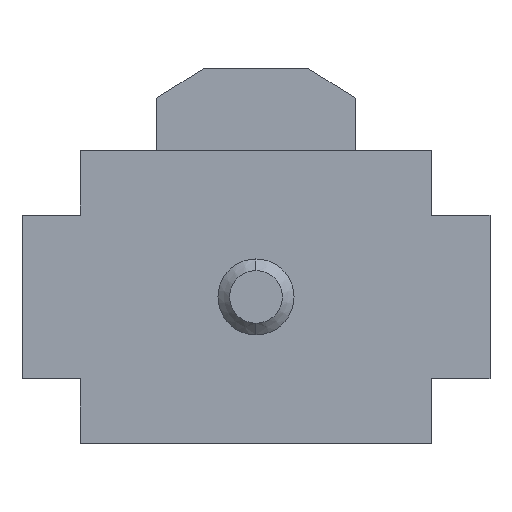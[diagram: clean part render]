
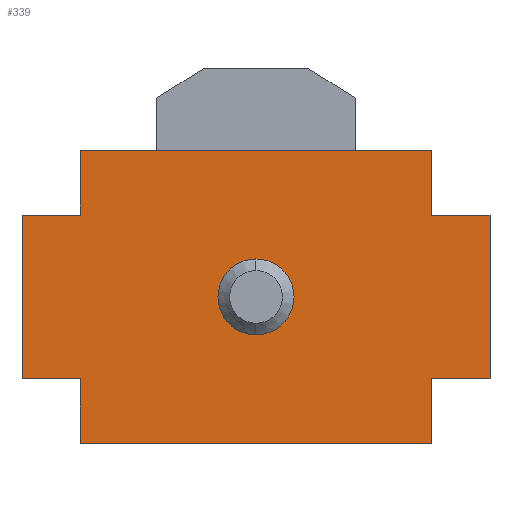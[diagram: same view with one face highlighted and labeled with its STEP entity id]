
A CAD part, front view. The second image highlights one B-rep face of the part: STEP entity #339.
In plain terms, the highlighted planar face has unit normal (0, -1, 0).
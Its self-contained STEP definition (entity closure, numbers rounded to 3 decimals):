
#4 = CARTESIAN_POINT ( 'NONE',  ( 1.5, 0., -0.7 ) ) ;
#17 = EDGE_CURVE ( 'NONE', #94, #544, #150, .T. ) ;
#21 = ORIENTED_EDGE ( 'NONE', *, *, #298, .F. ) ;
#29 = EDGE_CURVE ( 'NONE', #129, #844, #479, .T. ) ;
#37 = CARTESIAN_POINT ( 'NONE',  ( 1.5, 0., -1.25 ) ) ;
#44 = CARTESIAN_POINT ( 'NONE',  ( 1.5, 0., 1.25 ) ) ;
#60 = VERTEX_POINT ( 'NONE', #451 ) ;
#76 = ORIENTED_EDGE ( 'NONE', *, *, #619, .T. ) ;
#79 = VECTOR ( 'NONE', #82, 1000. ) ;
#82 = DIRECTION ( 'NONE',  ( 0., 0., 1. ) ) ;
#90 = VERTEX_POINT ( 'NONE', #254 ) ;
#94 = VERTEX_POINT ( 'NONE', #398 ) ;
#97 = CARTESIAN_POINT ( 'NONE',  ( -2., 0., -0.7 ) ) ;
#117 = VECTOR ( 'NONE', #122, 1000. ) ;
#122 = DIRECTION ( 'NONE',  ( 0., 0., -1. ) ) ;
#123 = EDGE_CURVE ( 'NONE', #176, #818, #260, .T. ) ;
#129 = VERTEX_POINT ( 'NONE', #44 ) ;
#136 = VECTOR ( 'NONE', #439, 1000. ) ;
#149 = EDGE_LOOP ( 'NONE', ( #157, #225 ) ) ;
#150 = LINE ( 'NONE', #511, #365 ) ;
#157 = ORIENTED_EDGE ( 'NONE', *, *, #314, .F. ) ;
#166 = EDGE_CURVE ( 'NONE', #758, #497, #601, .T. ) ;
#176 = VERTEX_POINT ( 'NONE', #559 ) ;
#180 = CARTESIAN_POINT ( 'NONE',  ( -1.5, 0., -1.25 ) ) ;
#225 = ORIENTED_EDGE ( 'NONE', *, *, #279, .F. ) ;
#233 = FACE_BOUND ( 'NONE', #149, .T. ) ;
#239 = CARTESIAN_POINT ( 'NONE',  ( -2., 0., -0.7 ) ) ;
#252 = VECTOR ( 'NONE', #701, 1000. ) ;
#254 = CARTESIAN_POINT ( 'NONE',  ( -1.5, 0., -0.7 ) ) ;
#260 = LINE ( 'NONE', #329, #830 ) ;
#264 = VECTOR ( 'NONE', #689, 1000. ) ;
#279 = EDGE_CURVE ( 'NONE', #791, #887, #792, .T. ) ;
#286 = LINE ( 'NONE', #667, #885 ) ;
#287 = CARTESIAN_POINT ( 'NONE',  ( 0., 0., -0.325 ) ) ;
#292 = EDGE_LOOP ( 'NONE', ( #431, #642, #819, #548, #514, #594, #21, #389, #341, #76, #456, #888 ) ) ;
#295 = LINE ( 'NONE', #180, #310 ) ;
#298 = EDGE_CURVE ( 'NONE', #848, #176, #735, .T. ) ;
#310 = VECTOR ( 'NONE', #315, 1000. ) ;
#311 = DIRECTION ( 'NONE',  ( 0., 0., -1. ) ) ;
#314 = EDGE_CURVE ( 'NONE', #887, #791, #616, .T. ) ;
#315 = DIRECTION ( 'NONE',  ( 0., 0., 1. ) ) ;
#320 = AXIS2_PLACEMENT_3D ( 'NONE', #655, #579, #659 ) ;
#323 = CARTESIAN_POINT ( 'NONE',  ( -2., 0., 0.7 ) ) ;
#329 = CARTESIAN_POINT ( 'NONE',  ( -1.5, 0., -1.25 ) ) ;
#339 = ADVANCED_FACE ( 'NONE', ( #233, #860 ), #646, .F. ) ;
#340 = DIRECTION ( 'NONE',  ( 0., 0., -1. ) ) ;
#341 = ORIENTED_EDGE ( 'NONE', *, *, #166, .T. ) ;
#365 = VECTOR ( 'NONE', #862, 1000. ) ;
#366 = CARTESIAN_POINT ( 'NONE',  ( -2., 0., 0.7 ) ) ;
#376 = CARTESIAN_POINT ( 'NONE',  ( 2., 0., 0.7 ) ) ;
#383 = LINE ( 'NONE', #432, #252 ) ;
#385 = DIRECTION ( 'NONE',  ( 0., 1., 0. ) ) ;
#389 = ORIENTED_EDGE ( 'NONE', *, *, #411, .T. ) ;
#397 = DIRECTION ( 'NONE',  ( -1., 0., 0. ) ) ;
#398 = CARTESIAN_POINT ( 'NONE',  ( -1.5, 0., 0.7 ) ) ;
#406 = LINE ( 'NONE', #239, #539 ) ;
#410 = VECTOR ( 'NONE', #340, 1000. ) ;
#411 = EDGE_CURVE ( 'NONE', #848, #758, #406, .T. ) ;
#427 = LINE ( 'NONE', #692, #410 ) ;
#431 = ORIENTED_EDGE ( 'NONE', *, *, #17, .F. ) ;
#432 = CARTESIAN_POINT ( 'NONE',  ( -1.5, 0., 1.25 ) ) ;
#439 = DIRECTION ( 'NONE',  ( 1., 0., 0. ) ) ;
#451 = CARTESIAN_POINT ( 'NONE',  ( -2., 0., -0.7 ) ) ;
#455 = CARTESIAN_POINT ( 'NONE',  ( 0., 0., 0. ) ) ;
#456 = ORIENTED_EDGE ( 'NONE', *, *, #29, .F. ) ;
#459 = VERTEX_POINT ( 'NONE', #323 ) ;
#472 = EDGE_CURVE ( 'NONE', #818, #90, #295, .T. ) ;
#479 = LINE ( 'NONE', #649, #117 ) ;
#489 = LINE ( 'NONE', #97, #136 ) ;
#490 = CARTESIAN_POINT ( 'NONE',  ( -1.5, 0., -1.25 ) ) ;
#497 = VERTEX_POINT ( 'NONE', #376 ) ;
#501 = EDGE_CURVE ( 'NONE', #544, #129, #383, .T. ) ;
#511 = CARTESIAN_POINT ( 'NONE',  ( -1.5, 0., -1.25 ) ) ;
#512 = DIRECTION ( 'NONE',  ( 1., 0., 0. ) ) ;
#514 = ORIENTED_EDGE ( 'NONE', *, *, #472, .F. ) ;
#524 = CARTESIAN_POINT ( 'NONE',  ( 2., 0., -0.7 ) ) ;
#529 = EDGE_CURVE ( 'NONE', #60, #90, #489, .T. ) ;
#539 = VECTOR ( 'NONE', #512, 1000. ) ;
#544 = VERTEX_POINT ( 'NONE', #825 ) ;
#548 = ORIENTED_EDGE ( 'NONE', *, *, #529, .T. ) ;
#559 = CARTESIAN_POINT ( 'NONE',  ( 1.5, 0., -1.25 ) ) ;
#579 = DIRECTION ( 'NONE',  ( 0., -1., 0. ) ) ;
#594 = ORIENTED_EDGE ( 'NONE', *, *, #123, .F. ) ;
#601 = LINE ( 'NONE', #832, #79 ) ;
#616 = CIRCLE ( 'NONE', #635, 0.325 ) ;
#619 = EDGE_CURVE ( 'NONE', #497, #844, #286, .T. ) ;
#635 = AXIS2_PLACEMENT_3D ( 'NONE', #455, #782, #790 ) ;
#640 = AXIS2_PLACEMENT_3D ( 'NONE', #853, #385, #709 ) ;
#642 = ORIENTED_EDGE ( 'NONE', *, *, #784, .T. ) ;
#646 = PLANE ( 'NONE',  #640 ) ;
#649 = CARTESIAN_POINT ( 'NONE',  ( 1.5, 0., -1.25 ) ) ;
#655 = CARTESIAN_POINT ( 'NONE',  ( 0., 0., 0. ) ) ;
#659 = DIRECTION ( 'NONE',  ( 0., 0., 1. ) ) ;
#667 = CARTESIAN_POINT ( 'NONE',  ( -2., 0., 0.7 ) ) ;
#689 = DIRECTION ( 'NONE',  ( -1., 0., 0. ) ) ;
#692 = CARTESIAN_POINT ( 'NONE',  ( -2., 0., 0.7 ) ) ;
#701 = DIRECTION ( 'NONE',  ( 1., 0., 0. ) ) ;
#709 = DIRECTION ( 'NONE',  ( 0., 0., 1. ) ) ;
#735 = LINE ( 'NONE', #37, #769 ) ;
#757 = CARTESIAN_POINT ( 'NONE',  ( 1.5, 0., 0.7 ) ) ;
#758 = VERTEX_POINT ( 'NONE', #524 ) ;
#769 = VECTOR ( 'NONE', #311, 1000. ) ;
#782 = DIRECTION ( 'NONE',  ( 0., -1., 0. ) ) ;
#784 = EDGE_CURVE ( 'NONE', #94, #459, #874, .T. ) ;
#790 = DIRECTION ( 'NONE',  ( 0., 0., 1. ) ) ;
#791 = VERTEX_POINT ( 'NONE', #287 ) ;
#792 = CIRCLE ( 'NONE', #320, 0.325 ) ;
#802 = DIRECTION ( 'NONE',  ( -1., 0., 0. ) ) ;
#818 = VERTEX_POINT ( 'NONE', #490 ) ;
#819 = ORIENTED_EDGE ( 'NONE', *, *, #878, .T. ) ;
#825 = CARTESIAN_POINT ( 'NONE',  ( -1.5, 0., 1.25 ) ) ;
#829 = CARTESIAN_POINT ( 'NONE',  ( 0., 0., 0.325 ) ) ;
#830 = VECTOR ( 'NONE', #397, 1000. ) ;
#832 = CARTESIAN_POINT ( 'NONE',  ( 2., 0., 0.7 ) ) ;
#844 = VERTEX_POINT ( 'NONE', #757 ) ;
#848 = VERTEX_POINT ( 'NONE', #4 ) ;
#853 = CARTESIAN_POINT ( 'NONE',  ( 0., 0., 0. ) ) ;
#860 = FACE_OUTER_BOUND ( 'NONE', #292, .T. ) ;
#862 = DIRECTION ( 'NONE',  ( 0., 0., 1. ) ) ;
#874 = LINE ( 'NONE', #366, #264 ) ;
#878 = EDGE_CURVE ( 'NONE', #459, #60, #427, .T. ) ;
#885 = VECTOR ( 'NONE', #802, 1000. ) ;
#887 = VERTEX_POINT ( 'NONE', #829 ) ;
#888 = ORIENTED_EDGE ( 'NONE', *, *, #501, .F. ) ;
